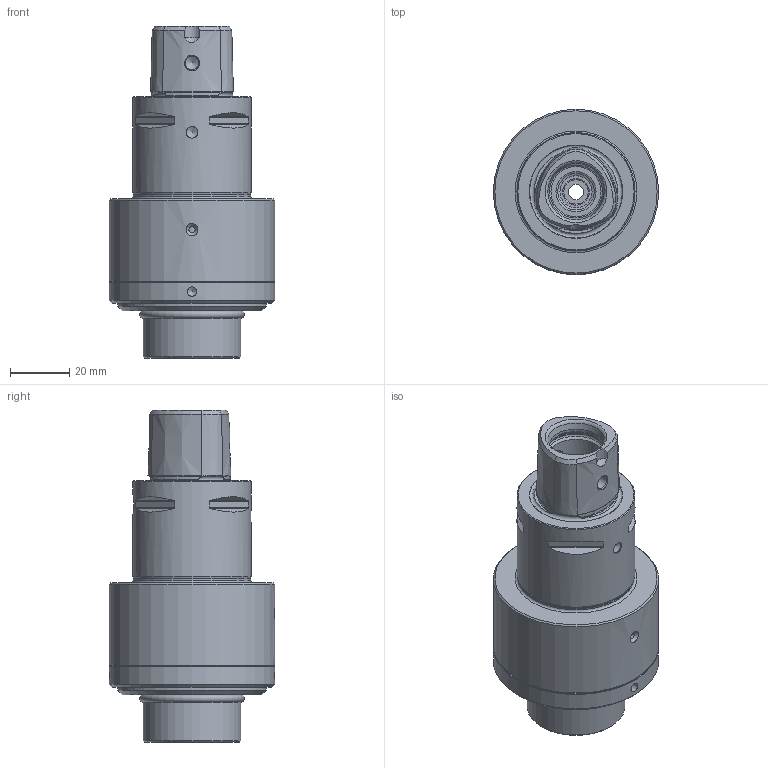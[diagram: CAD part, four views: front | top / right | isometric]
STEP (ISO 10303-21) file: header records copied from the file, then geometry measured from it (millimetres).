
FILE_DESCRIPTION(/* description */ (''),/* implementation_level */ '2;1');
FILE_NAME(/* name */ '280492003.stp',/* time_stamp */ '2021-01-21T07:16:32',/* author */ ('LRA'),/* organization */ ('REGO-FIX'),/* preprocessor_version */ ' Unknown',/* originating_system */ 'SIEMENS PLM Software Solid Edge ST10',/* authorization */ 'Unknown');
FILE_SCHEMA (('AUTOMOTIVE_DESIGN { 1 0 10303 214 2 1 1}'));
Length unit declared in the file: millimetre
Products named in the file (1): NOCUT
Bounding box: 56 x 56 x 112.5 mm (x, y, z)
Volume: 120986.3 mm3; surface area: 40419.1 mm2
Topology: 1 solids, 3 shells, 216 faces, 496 edges, 308 vertices
Faces by surface type: cone 93, cylinder 52, plane 44, torus 24, bspline 3
Full cylindrical faces by diameter (mm): 2.113 x1, 3.2 x2, 4 x5, 4.6 x2, 5.2 x2, 7.4 x1, 9 x2, 10.917 x1, 12 x1, 12.376 x1, 12.5 x1, 14 x1, 18 x2, 20 x1, 25 x1, 28.5 x1, 33 x2, 33.2 x1, 39.65 x1, 40 x1, 43.9 x1, 44.5 x1, 46 x1, 46.4 x1, 46.5 x1, 46.6 x1, 48 x2, 48.5 x1, 50.3 x1, 56 x2
Entity records: 7538 total; most frequent: CARTESIAN_POINT 1845, DIRECTION 892, ORIENTED_EDGE 664, AXIS2_PLACEMENT_3D 418, FACE_BOUND 377, EDGE_LOOP 370, EDGE_CURVE 332, VERTEX_POINT 269
